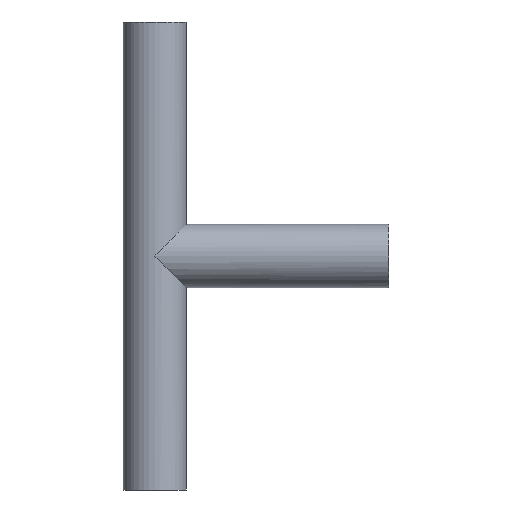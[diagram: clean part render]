
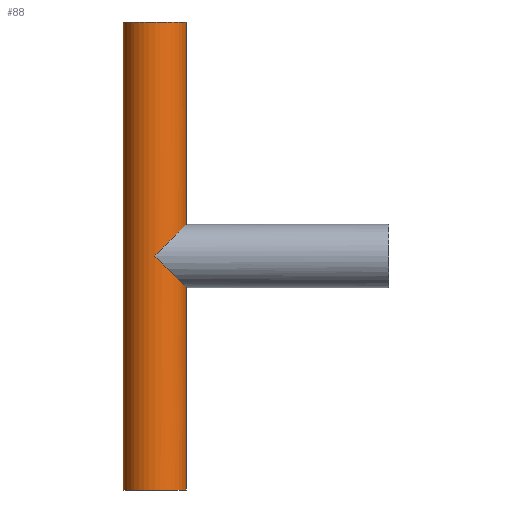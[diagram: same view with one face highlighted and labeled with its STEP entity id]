
A CAD part, front view. The second image highlights one B-rep face of the part: STEP entity #88.
In plain terms, the highlighted cylindrical face has radius 10 mm (diameter 20 mm), a partial arc.
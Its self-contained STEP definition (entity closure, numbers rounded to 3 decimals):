
#6 = VERTEX_POINT ( 'NONE', #396 ) ;
#12 = VERTEX_POINT ( 'NONE', #253 ) ;
#15 = FACE_OUTER_BOUND ( 'NONE', #213, .T. ) ;
#25 = CARTESIAN_POINT ( 'NONE',  ( 10., 0., 74. ) ) ;
#48 = CARTESIAN_POINT ( 'NONE',  ( 10., 0., -10. ) ) ;
#49 = DIRECTION ( 'NONE',  ( 1., 0., 0. ) ) ;
#59 = LINE ( 'NONE', #25, #242 ) ;
#73 = VERTEX_POINT ( 'NONE', #121 ) ;
#88 = ADVANCED_FACE ( 'NONE', ( #15 ), #370, .T. ) ;
#92 = EDGE_CURVE ( 'NONE', #12, #73, #352, .T. ) ;
#95 = CARTESIAN_POINT ( 'NONE',  ( 5.858, -10., 5.858 ) ) ;
#100 = ORIENTED_EDGE ( 'NONE', *, *, #303, .F. ) ;
#107 =( BOUNDED_CURVE ( )  B_SPLINE_CURVE ( 3, ( #407, #150, #95, #117 ),
 .UNSPECIFIED., .F., .F. ) 
 B_SPLINE_CURVE_WITH_KNOTS ( ( 4, 4 ),
 ( 3.142, 4.712 ),
 .UNSPECIFIED. ) 
 CURVE ( )  GEOMETRIC_REPRESENTATION_ITEM ( )  RATIONAL_B_SPLINE_CURVE ( ( 1., 0.805, 0.805, 1. ) ) 
 REPRESENTATION_ITEM ( '' )  );
#117 = CARTESIAN_POINT ( 'NONE',  ( 0., -10., 0. ) ) ;
#118 = ORIENTED_EDGE ( 'NONE', *, *, #377, .F. ) ;
#121 = CARTESIAN_POINT ( 'NONE',  ( 10., 0., 74. ) ) ;
#123 = CARTESIAN_POINT ( 'NONE',  ( 0., 0., 74. ) ) ;
#127 = CARTESIAN_POINT ( 'NONE',  ( 0., 0., -74. ) ) ;
#128 = DIRECTION ( 'NONE',  ( -1., 0., 0. ) ) ;
#129 = DIRECTION ( 'NONE',  ( 1., 0., 0. ) ) ;
#144 = VECTOR ( 'NONE', #328, 1000. ) ;
#146 = CARTESIAN_POINT ( 'NONE',  ( 10., 0., 10. ) ) ;
#147 = ORIENTED_EDGE ( 'NONE', *, *, #394, .F. ) ;
#150 = CARTESIAN_POINT ( 'NONE',  ( 10., -5.858, 10. ) ) ;
#157 = DIRECTION ( 'NONE',  ( 0., 0., 1. ) ) ;
#176 = VERTEX_POINT ( 'NONE', #266 ) ;
#183 = EDGE_CURVE ( 'NONE', #73, #428, #401, .T. ) ;
#197 = CARTESIAN_POINT ( 'NONE',  ( 5.858, -10., -5.858 ) ) ;
#211 = VERTEX_POINT ( 'NONE', #241 ) ;
#213 = EDGE_LOOP ( 'NONE', ( #325, #447, #307, #296, #147, #100, #118 ) ) ;
#226 = CARTESIAN_POINT ( 'NONE',  ( 0., -10., 0. ) ) ;
#232 = CARTESIAN_POINT ( 'NONE',  ( 10., 0., 74. ) ) ;
#241 = CARTESIAN_POINT ( 'NONE',  ( 10., 0., -74. ) ) ;
#242 = VECTOR ( 'NONE', #446, 1000. ) ;
#253 = CARTESIAN_POINT ( 'NONE',  ( -10., 0., 74. ) ) ;
#264 = LINE ( 'NONE', #365, #144 ) ;
#266 = CARTESIAN_POINT ( 'NONE',  ( 0., -10., 0. ) ) ;
#279 = EDGE_CURVE ( 'NONE', #12, #6, #264, .T. ) ;
#285 = VECTOR ( 'NONE', #367, 1000. ) ;
#296 = ORIENTED_EDGE ( 'NONE', *, *, #335, .T. ) ;
#302 = CARTESIAN_POINT ( 'NONE',  ( 0., 0., 74. ) ) ;
#303 = EDGE_CURVE ( 'NONE', #176, #311, #371, .T. ) ;
#307 = ORIENTED_EDGE ( 'NONE', *, *, #279, .T. ) ;
#311 = VERTEX_POINT ( 'NONE', #373 ) ;
#319 = CIRCLE ( 'NONE', #397, 10. ) ;
#325 = ORIENTED_EDGE ( 'NONE', *, *, #183, .F. ) ;
#328 = DIRECTION ( 'NONE',  ( 0., 0., -1. ) ) ;
#331 = DIRECTION ( 'NONE',  ( 0., 0., 1. ) ) ;
#335 = EDGE_CURVE ( 'NONE', #6, #211, #319, .T. ) ;
#337 = CARTESIAN_POINT ( 'NONE',  ( 10., -5.858, -10. ) ) ;
#352 = CIRCLE ( 'NONE', #360, 10. ) ;
#360 = AXIS2_PLACEMENT_3D ( 'NONE', #123, #157, #49 ) ;
#365 = CARTESIAN_POINT ( 'NONE',  ( -10., 0., 74. ) ) ;
#367 = DIRECTION ( 'NONE',  ( 0., 0., -1. ) ) ;
#370 = CYLINDRICAL_SURFACE ( 'NONE', #418, 10. ) ;
#371 =( BOUNDED_CURVE ( )  B_SPLINE_CURVE ( 3, ( #226, #197, #337, #48 ),
 .UNSPECIFIED., .F., .F. ) 
 B_SPLINE_CURVE_WITH_KNOTS ( ( 4, 4 ),
 ( 4.712, 6.283 ),
 .UNSPECIFIED. ) 
 CURVE ( )  GEOMETRIC_REPRESENTATION_ITEM ( )  RATIONAL_B_SPLINE_CURVE ( ( 1., 0.805, 0.805, 1. ) ) 
 REPRESENTATION_ITEM ( '' )  );
#373 = CARTESIAN_POINT ( 'NONE',  ( 10., 0., -10. ) ) ;
#377 = EDGE_CURVE ( 'NONE', #428, #176, #107, .T. ) ;
#394 = EDGE_CURVE ( 'NONE', #311, #211, #59, .T. ) ;
#396 = CARTESIAN_POINT ( 'NONE',  ( -10., 0., -74. ) ) ;
#397 = AXIS2_PLACEMENT_3D ( 'NONE', #127, #331, #129 ) ;
#401 = LINE ( 'NONE', #232, #285 ) ;
#407 = CARTESIAN_POINT ( 'NONE',  ( 10., 0., 10. ) ) ;
#418 = AXIS2_PLACEMENT_3D ( 'NONE', #302, #436, #128 ) ;
#428 = VERTEX_POINT ( 'NONE', #146 ) ;
#436 = DIRECTION ( 'NONE',  ( 0., 0., -1. ) ) ;
#446 = DIRECTION ( 'NONE',  ( 0., 0., -1. ) ) ;
#447 = ORIENTED_EDGE ( 'NONE', *, *, #92, .F. ) ;
